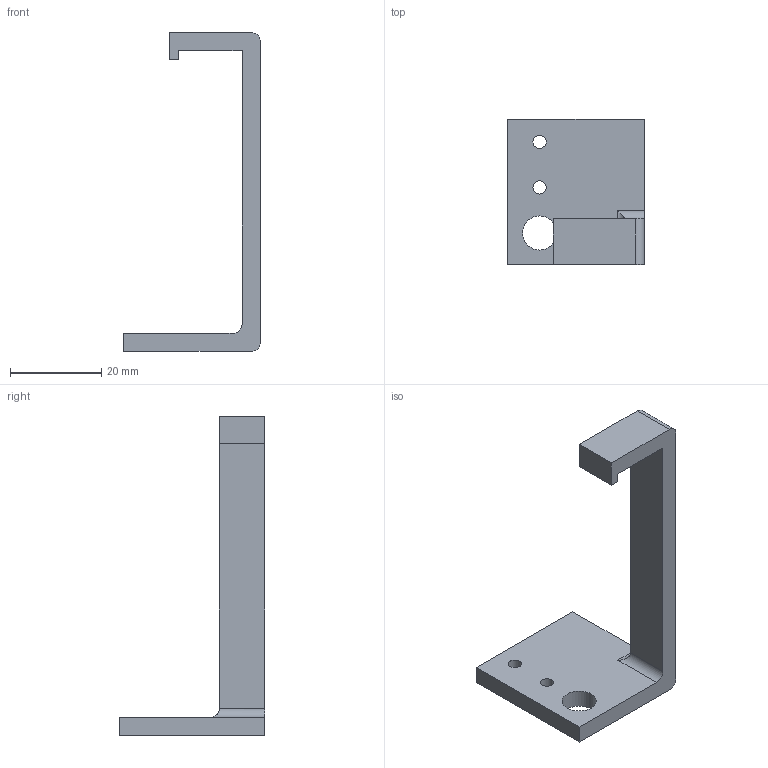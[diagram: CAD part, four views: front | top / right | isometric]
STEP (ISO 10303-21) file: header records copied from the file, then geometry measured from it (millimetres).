
FILE_DESCRIPTION(/* description */ (''),/* implementation_level */ '2;1');
FILE_NAME(/* name */ '30_XY_Sample_lightsheetarm_sample_v3.ipt.step',/* time_stamp */ '2022-11-29T08:25:58+01:00',/* author */ ('diederichbenedict'),/* organization */ (''),/* preprocessor_version */ 'ST-DEVELOPER v18.1',/* originating_system */ 'Autodesk Inventor 2022',/* authorisation */ '');
FILE_SCHEMA (('AUTOMOTIVE_DESIGN { 1 0 10303 214 3 1 1 }'));
Length unit declared in the file: millimetre
Products named in the file (1): 30_XY_Sample_lightsheetarm_sample_v3
Bounding box: 30 x 32 x 70 mm (x, y, z)
Volume: 6907.2 mm3; surface area: 4763.1 mm2
Topology: 1 solids, 1 shells, 20 faces, 53 edges, 35 vertices
Faces by surface type: plane 13, cylinder 7
Full cylindrical faces by diameter (mm): 2.9 x2, 7.5 x1
Entity records: 675 total; most frequent: CARTESIAN_POINT 109, DIRECTION 108, ORIENTED_EDGE 106, EDGE_CURVE 53, LINE 40, VECTOR 40, VERTEX_POINT 35, AXIS2_PLACEMENT_3D 34
